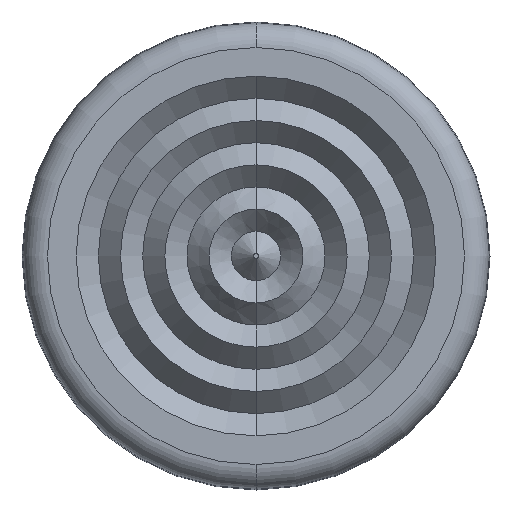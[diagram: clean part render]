
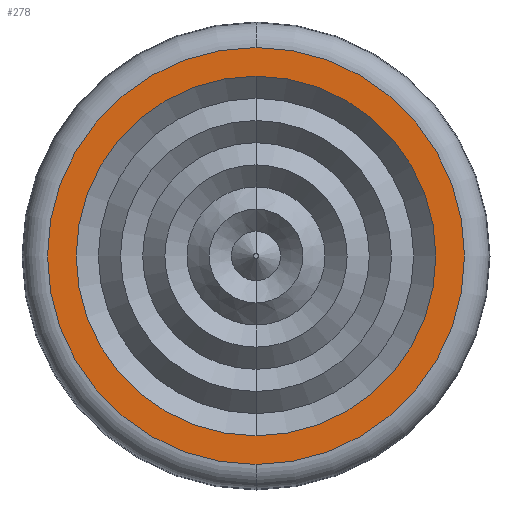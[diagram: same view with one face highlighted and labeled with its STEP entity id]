
A CAD part, front view. The second image highlights one B-rep face of the part: STEP entity #278.
In plain terms, the highlighted planar face has unit normal (0, -1, 0).
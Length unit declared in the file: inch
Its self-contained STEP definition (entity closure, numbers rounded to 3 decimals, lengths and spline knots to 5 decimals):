
#1 = VERTEX_POINT ( 'NONE', #1146 ) ;
#70 = ORIENTED_EDGE ( 'NONE', *, *, #1515, .T. ) ;
#94 = EDGE_LOOP ( 'NONE', ( #70, #3205 ) ) ;
#100 = DIRECTION ( 'NONE',  ( 0., 1., 0. ) ) ;
#278 = ADVANCED_FACE ( 'NONE', ( #2389, #855 ), #1550, .T. ) ;
#418 = EDGE_CURVE ( 'NONE', #2134, #1981, #1356, .T. ) ;
#614 = AXIS2_PLACEMENT_3D ( 'NONE', #3049, #1564, #1789 ) ;
#712 = AXIS2_PLACEMENT_3D ( 'NONE', #741, #100, #1637 ) ;
#741 = CARTESIAN_POINT ( 'NONE',  ( 0., -0.03, 0. ) ) ;
#743 = CIRCLE ( 'NONE', #712, 0.073 ) ;
#786 = CARTESIAN_POINT ( 'NONE',  ( 0., -0.03, 0. ) ) ;
#855 = FACE_BOUND ( 'NONE', #1428, .T. ) ;
#960 = ORIENTED_EDGE ( 'NONE', *, *, #1738, .T. ) ;
#1049 = CARTESIAN_POINT ( 'NONE',  ( 0., -0.03, 0.073 ) ) ;
#1146 = CARTESIAN_POINT ( 'NONE',  ( 0., -0.03, -0.08465 ) ) ;
#1168 = CARTESIAN_POINT ( 'NONE',  ( 0., -0.03, -0.073 ) ) ;
#1222 = DIRECTION ( 'NONE',  ( 0., 0., 1. ) ) ;
#1293 = DIRECTION ( 'NONE',  ( 0., 0., -1. ) ) ;
#1336 = CIRCLE ( 'NONE', #2454, 0.08465 ) ;
#1354 = DIRECTION ( 'NONE',  ( 0., 0., -1. ) ) ;
#1356 = CIRCLE ( 'NONE', #2180, 0.073 ) ;
#1428 = EDGE_LOOP ( 'NONE', ( #960, #3081 ) ) ;
#1463 = CARTESIAN_POINT ( 'NONE',  ( 0., -0.03, 0. ) ) ;
#1515 = EDGE_CURVE ( 'NONE', #1, #2042, #2832, .T. ) ;
#1550 = PLANE ( 'NONE',  #614 ) ;
#1564 = DIRECTION ( 'NONE',  ( 0., -1., 0. ) ) ;
#1637 = DIRECTION ( 'NONE',  ( 0., 0., 1. ) ) ;
#1713 = DIRECTION ( 'NONE',  ( 0., -1., 0. ) ) ;
#1738 = EDGE_CURVE ( 'NONE', #1981, #2134, #743, .T. ) ;
#1789 = DIRECTION ( 'NONE',  ( 0., 0., -1. ) ) ;
#1849 = EDGE_CURVE ( 'NONE', #2042, #1, #1336, .T. ) ;
#1981 = VERTEX_POINT ( 'NONE', #1168 ) ;
#2042 = VERTEX_POINT ( 'NONE', #2647 ) ;
#2134 = VERTEX_POINT ( 'NONE', #1049 ) ;
#2180 = AXIS2_PLACEMENT_3D ( 'NONE', #1463, #3202, #1222 ) ;
#2389 = FACE_OUTER_BOUND ( 'NONE', #94, .T. ) ;
#2454 = AXIS2_PLACEMENT_3D ( 'NONE', #3240, #3667, #1293 ) ;
#2647 = CARTESIAN_POINT ( 'NONE',  ( 0., -0.03, 0.08465 ) ) ;
#2832 = CIRCLE ( 'NONE', #3491, 0.08465 ) ;
#3049 = CARTESIAN_POINT ( 'NONE',  ( 0., -0.03, 0. ) ) ;
#3081 = ORIENTED_EDGE ( 'NONE', *, *, #418, .T. ) ;
#3202 = DIRECTION ( 'NONE',  ( 0., 1., 0. ) ) ;
#3205 = ORIENTED_EDGE ( 'NONE', *, *, #1849, .T. ) ;
#3240 = CARTESIAN_POINT ( 'NONE',  ( 0., -0.03, 0. ) ) ;
#3491 = AXIS2_PLACEMENT_3D ( 'NONE', #786, #1713, #1354 ) ;
#3667 = DIRECTION ( 'NONE',  ( 0., -1., 0. ) ) ;
